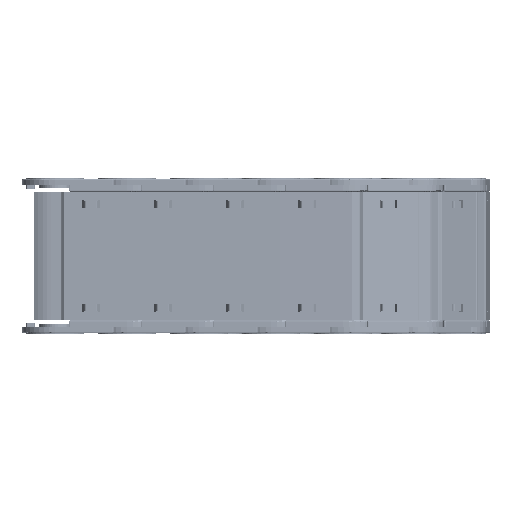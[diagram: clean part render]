
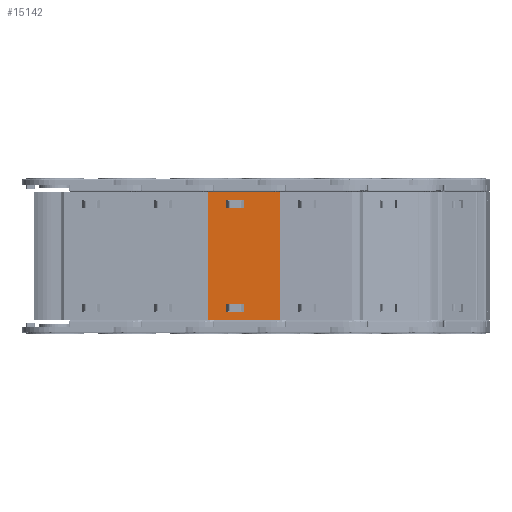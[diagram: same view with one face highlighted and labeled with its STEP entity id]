
A CAD part, front view. The second image highlights one B-rep face of the part: STEP entity #15142.
In plain terms, the highlighted planar face has unit normal (0, -1, 0).
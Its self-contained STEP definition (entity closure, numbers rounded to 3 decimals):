
#813 = EDGE_CURVE ( 'NONE', #7086, #44977, #6159, .T. ) ;
#2169 = LINE ( 'NONE', #33771, #29881 ) ;
#2548 = CARTESIAN_POINT ( 'NONE',  ( -68.923, 70.399, -32.166 ) ) ;
#2568 = VECTOR ( 'NONE', #41527, 1000. ) ;
#2764 = DIRECTION ( 'NONE',  ( 0., 0., 1. ) ) ;
#2776 = EDGE_CURVE ( 'NONE', #23263, #9405, #17531, .T. ) ;
#4406 = DIRECTION ( 'NONE',  ( 0., 0., -1. ) ) ;
#5636 = CARTESIAN_POINT ( 'NONE',  ( -43.943, 70.399, 8.434 ) ) ;
#5817 = EDGE_CURVE ( 'NONE', #9405, #16685, #2169, .T. ) ;
#5871 = ORIENTED_EDGE ( 'NONE', *, *, #8904, .F. ) ;
#6081 = DIRECTION ( 'NONE',  ( 0., 1., 0. ) ) ;
#6159 = LINE ( 'NONE', #40722, #37724 ) ;
#6167 = VERTEX_POINT ( 'NONE', #12800 ) ;
#7086 = VERTEX_POINT ( 'NONE', #9627 ) ;
#7776 = LINE ( 'NONE', #21413, #37729 ) ;
#7866 = DIRECTION ( 'NONE',  ( 1., 0., 0. ) ) ;
#8629 = ORIENTED_EDGE ( 'NONE', *, *, #21559, .T. ) ;
#8904 = EDGE_CURVE ( 'NONE', #13676, #12199, #34557, .T. ) ;
#9042 = CARTESIAN_POINT ( 'NONE',  ( -43.943, 70.399, 68.934 ) ) ;
#9274 = CARTESIAN_POINT ( 'NONE',  ( -26.943, 70.399, 55.884 ) ) ;
#9392 = CARTESIAN_POINT ( 'NONE',  ( -12.723, 70.399, -32.166 ) ) ;
#9405 = VERTEX_POINT ( 'NONE', #17322 ) ;
#9500 = EDGE_CURVE ( 'NONE', #44977, #31997, #7776, .T. ) ;
#9627 = CARTESIAN_POINT ( 'NONE',  ( -40.943, 70.399, 62.184 ) ) ;
#10054 = VERTEX_POINT ( 'NONE', #44356 ) ;
#10501 = CARTESIAN_POINT ( 'NONE',  ( -40.943, 70.399, -25.416 ) ) ;
#11040 = DIRECTION ( 'NONE',  ( -1., 0., 0. ) ) ;
#11708 = ORIENTED_EDGE ( 'NONE', *, *, #2776, .F. ) ;
#11806 = VECTOR ( 'NONE', #30949, 1000. ) ;
#12183 = LINE ( 'NONE', #21052, #38823 ) ;
#12199 = VERTEX_POINT ( 'NONE', #2548 ) ;
#12231 = VECTOR ( 'NONE', #22698, 1000. ) ;
#12456 = ORIENTED_EDGE ( 'NONE', *, *, #39878, .T. ) ;
#12800 = CARTESIAN_POINT ( 'NONE',  ( -40.943, 70.399, 55.884 ) ) ;
#12920 = LINE ( 'NONE', #27043, #37931 ) ;
#13215 = PLANE ( 'NONE',  #20061 ) ;
#13567 = CARTESIAN_POINT ( 'NONE',  ( -40.943, 70.399, -19.116 ) ) ;
#13676 = VERTEX_POINT ( 'NONE', #9392 ) ;
#14469 = EDGE_LOOP ( 'NONE', ( #28824, #12456, #16941, #34229 ) ) ;
#15142 = ADVANCED_FACE ( 'NONE', ( #36971, #43465, #39130 ), #13215, .F. ) ;
#15841 = ORIENTED_EDGE ( 'NONE', *, *, #30343, .F. ) ;
#16012 = VECTOR ( 'NONE', #11040, 1000. ) ;
#16685 = VERTEX_POINT ( 'NONE', #33458 ) ;
#16941 = ORIENTED_EDGE ( 'NONE', *, *, #813, .T. ) ;
#17322 = CARTESIAN_POINT ( 'NONE',  ( -26.943, 70.399, -25.416 ) ) ;
#17531 = LINE ( 'NONE', #10501, #22982 ) ;
#17877 = ORIENTED_EDGE ( 'NONE', *, *, #23880, .T. ) ;
#18704 = ORIENTED_EDGE ( 'NONE', *, *, #40670, .F. ) ;
#19290 = LINE ( 'NONE', #9042, #12231 ) ;
#20061 = AXIS2_PLACEMENT_3D ( 'NONE', #5636, #6081, #44196 ) ;
#20349 = VERTEX_POINT ( 'NONE', #13567 ) ;
#20755 = CARTESIAN_POINT ( 'NONE',  ( -68.923, 70.399, 90.053 ) ) ;
#20799 = VECTOR ( 'NONE', #32914, 1000. ) ;
#21052 = CARTESIAN_POINT ( 'NONE',  ( -12.723, 70.399, 90.053 ) ) ;
#21206 = CARTESIAN_POINT ( 'NONE',  ( -43.943, 70.399, -32.166 ) ) ;
#21413 = CARTESIAN_POINT ( 'NONE',  ( -26.943, 70.399, 55.884 ) ) ;
#21559 = EDGE_CURVE ( 'NONE', #25512, #12199, #23203, .T. ) ;
#22698 = DIRECTION ( 'NONE',  ( -1., 0., 0. ) ) ;
#22982 = VECTOR ( 'NONE', #24160, 1000. ) ;
#23203 = LINE ( 'NONE', #20755, #11806 ) ;
#23263 = VERTEX_POINT ( 'NONE', #32985 ) ;
#23880 = EDGE_CURVE ( 'NONE', #10054, #25512, #19290, .T. ) ;
#24160 = DIRECTION ( 'NONE',  ( 1., 0., 0. ) ) ;
#25512 = VERTEX_POINT ( 'NONE', #39303 ) ;
#25578 = EDGE_CURVE ( 'NONE', #31997, #6167, #30049, .T. ) ;
#25815 = EDGE_CURVE ( 'NONE', #16685, #20349, #44159, .T. ) ;
#27043 = CARTESIAN_POINT ( 'NONE',  ( -40.943, 70.399, 55.884 ) ) ;
#28046 = DIRECTION ( 'NONE',  ( 0., 0., -1. ) ) ;
#28824 = ORIENTED_EDGE ( 'NONE', *, *, #25578, .T. ) ;
#29385 = CARTESIAN_POINT ( 'NONE',  ( -40.943, 70.399, 55.884 ) ) ;
#29881 = VECTOR ( 'NONE', #2764, 1000. ) ;
#30049 = LINE ( 'NONE', #29385, #20799 ) ;
#30343 = EDGE_CURVE ( 'NONE', #20349, #23263, #32969, .T. ) ;
#30565 = VECTOR ( 'NONE', #44684, 1000. ) ;
#30692 = DIRECTION ( 'NONE',  ( 0., 0., 1. ) ) ;
#30949 = DIRECTION ( 'NONE',  ( 0., 0., -1. ) ) ;
#31997 = VERTEX_POINT ( 'NONE', #9274 ) ;
#32914 = DIRECTION ( 'NONE',  ( -1., 0., 0. ) ) ;
#32969 = LINE ( 'NONE', #44815, #2568 ) ;
#32985 = CARTESIAN_POINT ( 'NONE',  ( -40.943, 70.399, -25.416 ) ) ;
#33458 = CARTESIAN_POINT ( 'NONE',  ( -26.943, 70.399, -19.116 ) ) ;
#33771 = CARTESIAN_POINT ( 'NONE',  ( -26.943, 70.399, -19.116 ) ) ;
#34222 = CARTESIAN_POINT ( 'NONE',  ( -26.943, 70.399, 62.184 ) ) ;
#34229 = ORIENTED_EDGE ( 'NONE', *, *, #9500, .T. ) ;
#34557 = LINE ( 'NONE', #21206, #16012 ) ;
#35309 = ORIENTED_EDGE ( 'NONE', *, *, #5817, .F. ) ;
#36971 = FACE_BOUND ( 'NONE', #40349, .T. ) ;
#37468 = CARTESIAN_POINT ( 'NONE',  ( -40.943, 70.399, -19.116 ) ) ;
#37724 = VECTOR ( 'NONE', #7866, 1000. ) ;
#37729 = VECTOR ( 'NONE', #4406, 1000. ) ;
#37931 = VECTOR ( 'NONE', #30692, 1000. ) ;
#38015 = EDGE_LOOP ( 'NONE', ( #18704, #17877, #8629, #5871 ) ) ;
#38823 = VECTOR ( 'NONE', #28046, 1000. ) ;
#39130 = FACE_BOUND ( 'NONE', #14469, .T. ) ;
#39303 = CARTESIAN_POINT ( 'NONE',  ( -68.923, 70.399, 68.934 ) ) ;
#39878 = EDGE_CURVE ( 'NONE', #6167, #7086, #12920, .T. ) ;
#40349 = EDGE_LOOP ( 'NONE', ( #43204, #35309, #11708, #15841 ) ) ;
#40670 = EDGE_CURVE ( 'NONE', #10054, #13676, #12183, .T. ) ;
#40722 = CARTESIAN_POINT ( 'NONE',  ( -40.943, 70.399, 62.184 ) ) ;
#41527 = DIRECTION ( 'NONE',  ( 0., 0., -1. ) ) ;
#43204 = ORIENTED_EDGE ( 'NONE', *, *, #25815, .F. ) ;
#43465 = FACE_OUTER_BOUND ( 'NONE', #38015, .T. ) ;
#44159 = LINE ( 'NONE', #37468, #30565 ) ;
#44196 = DIRECTION ( 'NONE',  ( 0., 0., -1. ) ) ;
#44356 = CARTESIAN_POINT ( 'NONE',  ( -12.723, 70.399, 68.934 ) ) ;
#44684 = DIRECTION ( 'NONE',  ( -1., 0., 0. ) ) ;
#44815 = CARTESIAN_POINT ( 'NONE',  ( -40.943, 70.399, -19.116 ) ) ;
#44977 = VERTEX_POINT ( 'NONE', #34222 ) ;
